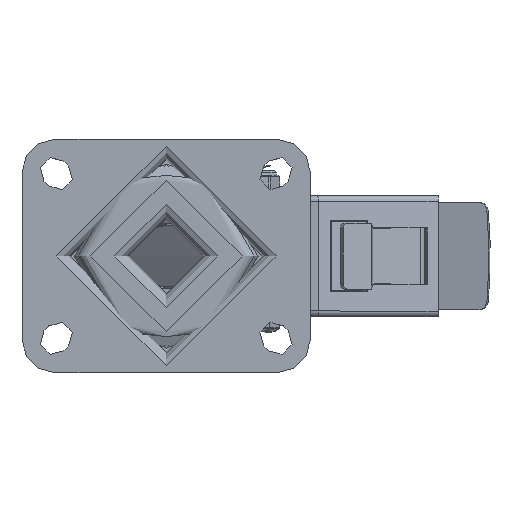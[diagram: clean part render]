
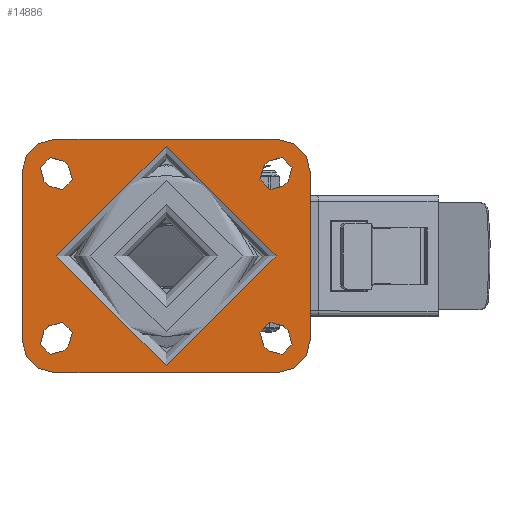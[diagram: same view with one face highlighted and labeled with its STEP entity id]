
A CAD part, top view. The second image highlights one B-rep face of the part: STEP entity #14886.
In plain terms, the highlighted planar face has unit normal (0, 0, 1).
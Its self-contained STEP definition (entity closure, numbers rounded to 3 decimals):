
#1056=FACE_BOUND('',#5129,.T.);
#1057=FACE_BOUND('',#5130,.T.);
#1058=FACE_BOUND('',#5131,.T.);
#1059=FACE_BOUND('',#5132,.T.);
#1060=FACE_BOUND('',#5133,.T.);
#1209=PLANE('',#16102);
#1722=LINE('',#21604,#2898);
#1723=LINE('',#21605,#2899);
#1724=LINE('',#21606,#2900);
#1725=LINE('',#21607,#2901);
#1726=LINE('',#21608,#2902);
#1727=LINE('',#21609,#2903);
#1728=LINE('',#21610,#2904);
#1729=LINE('',#21611,#2905);
#1730=LINE('',#21612,#2906);
#1731=LINE('',#21613,#2907);
#1732=LINE('',#21614,#2908);
#1733=LINE('',#21615,#2909);
#2898=VECTOR('',#17673,1000.);
#2899=VECTOR('',#17674,1000.);
#2900=VECTOR('',#17675,1000.);
#2901=VECTOR('',#17676,1000.);
#2902=VECTOR('',#17677,1000.);
#2903=VECTOR('',#17678,1000.);
#2904=VECTOR('',#17679,1000.);
#2905=VECTOR('',#17680,1000.);
#2906=VECTOR('',#17681,1000.);
#2907=VECTOR('',#17682,1000.);
#2908=VECTOR('',#17683,1000.);
#2909=VECTOR('',#17684,1000.);
#4233=FACE_OUTER_BOUND('',#5128,.T.);
#5128=EDGE_LOOP('',(#10584,#10585,#10586,#10587,#10588,#10589,#10590,#10591));
#5129=EDGE_LOOP('',(#10592,#10593,#10594,#10595));
#5130=EDGE_LOOP('',(#10596,#10597,#10598,#10599));
#5131=EDGE_LOOP('',(#10600,#10601,#10602,#10603));
#5132=EDGE_LOOP('',(#10604,#10605,#10606,#10607));
#5133=EDGE_LOOP('',(#10608));
#6152=CIRCLE('',#15981,5.125);
#6153=CIRCLE('',#15983,5.125);
#6156=CIRCLE('',#15987,5.125);
#6157=CIRCLE('',#15989,5.125);
#6159=CIRCLE('',#15992,5.125);
#6162=CIRCLE('',#15996,5.125);
#6163=CIRCLE('',#15998,5.125);
#6166=CIRCLE('',#16002,5.125);
#6167=CIRCLE('',#16004,12.);
#6169=CIRCLE('',#16007,12.);
#6171=CIRCLE('',#16010,12.);
#6173=CIRCLE('',#16013,12.);
#6194=CIRCLE('',#16044,40.);
#6697=VERTEX_POINT('',#21244);
#6698=VERTEX_POINT('',#21246);
#6699=VERTEX_POINT('',#21250);
#6700=VERTEX_POINT('',#21251);
#6705=VERTEX_POINT('',#21262);
#6706=VERTEX_POINT('',#21264);
#6707=VERTEX_POINT('',#21268);
#6708=VERTEX_POINT('',#21269);
#6711=VERTEX_POINT('',#21277);
#6712=VERTEX_POINT('',#21278);
#6717=VERTEX_POINT('',#21289);
#6718=VERTEX_POINT('',#21291);
#6719=VERTEX_POINT('',#21295);
#6720=VERTEX_POINT('',#21296);
#6725=VERTEX_POINT('',#21307);
#6726=VERTEX_POINT('',#21309);
#6727=VERTEX_POINT('',#21313);
#6728=VERTEX_POINT('',#21314);
#6731=VERTEX_POINT('',#21322);
#6732=VERTEX_POINT('',#21323);
#6735=VERTEX_POINT('',#21331);
#6736=VERTEX_POINT('',#21332);
#6739=VERTEX_POINT('',#21340);
#6740=VERTEX_POINT('',#21341);
#6757=VERTEX_POINT('',#21395);
#8161=EDGE_CURVE('',#6698,#6697,#6152,.T.);
#8163=EDGE_CURVE('',#6699,#6700,#6153,.T.);
#8169=EDGE_CURVE('',#6706,#6705,#6156,.T.);
#8171=EDGE_CURVE('',#6707,#6708,#6157,.T.);
#8175=EDGE_CURVE('',#6711,#6712,#6159,.T.);
#8181=EDGE_CURVE('',#6718,#6717,#6162,.T.);
#8183=EDGE_CURVE('',#6719,#6720,#6163,.T.);
#8189=EDGE_CURVE('',#6726,#6725,#6166,.T.);
#8191=EDGE_CURVE('',#6727,#6728,#6167,.T.);
#8195=EDGE_CURVE('',#6731,#6732,#6169,.T.);
#8199=EDGE_CURVE('',#6735,#6736,#6171,.T.);
#8203=EDGE_CURVE('',#6739,#6740,#6173,.T.);
#8230=EDGE_CURVE('',#6757,#6757,#6194,.T.);
#8334=EDGE_CURVE('',#6736,#6739,#1722,.T.);
#8335=EDGE_CURVE('',#6732,#6735,#1723,.T.);
#8336=EDGE_CURVE('',#6728,#6731,#1724,.T.);
#8337=EDGE_CURVE('',#6740,#6727,#1725,.T.);
#8338=EDGE_CURVE('',#6697,#6699,#1726,.T.);
#8339=EDGE_CURVE('',#6700,#6698,#1727,.T.);
#8340=EDGE_CURVE('',#6705,#6707,#1728,.T.);
#8341=EDGE_CURVE('',#6708,#6706,#1729,.T.);
#8342=EDGE_CURVE('',#6712,#6718,#1730,.T.);
#8343=EDGE_CURVE('',#6717,#6711,#1731,.T.);
#8344=EDGE_CURVE('',#6720,#6726,#1732,.T.);
#8345=EDGE_CURVE('',#6725,#6719,#1733,.T.);
#10584=ORIENTED_EDGE('',*,*,#8203,.F.);
#10585=ORIENTED_EDGE('',*,*,#8334,.F.);
#10586=ORIENTED_EDGE('',*,*,#8199,.F.);
#10587=ORIENTED_EDGE('',*,*,#8335,.F.);
#10588=ORIENTED_EDGE('',*,*,#8195,.F.);
#10589=ORIENTED_EDGE('',*,*,#8336,.F.);
#10590=ORIENTED_EDGE('',*,*,#8191,.F.);
#10591=ORIENTED_EDGE('',*,*,#8337,.F.);
#10592=ORIENTED_EDGE('',*,*,#8338,.T.);
#10593=ORIENTED_EDGE('',*,*,#8163,.T.);
#10594=ORIENTED_EDGE('',*,*,#8339,.T.);
#10595=ORIENTED_EDGE('',*,*,#8161,.T.);
#10596=ORIENTED_EDGE('',*,*,#8340,.T.);
#10597=ORIENTED_EDGE('',*,*,#8171,.T.);
#10598=ORIENTED_EDGE('',*,*,#8341,.T.);
#10599=ORIENTED_EDGE('',*,*,#8169,.T.);
#10600=ORIENTED_EDGE('',*,*,#8342,.T.);
#10601=ORIENTED_EDGE('',*,*,#8181,.T.);
#10602=ORIENTED_EDGE('',*,*,#8343,.T.);
#10603=ORIENTED_EDGE('',*,*,#8175,.T.);
#10604=ORIENTED_EDGE('',*,*,#8344,.T.);
#10605=ORIENTED_EDGE('',*,*,#8189,.T.);
#10606=ORIENTED_EDGE('',*,*,#8345,.T.);
#10607=ORIENTED_EDGE('',*,*,#8183,.T.);
#10608=ORIENTED_EDGE('',*,*,#8230,.F.);
#14886=ADVANCED_FACE('',(#4233,#1056,#1057,#1058,#1059,#1060),#1209,.T.);
#15981=AXIS2_PLACEMENT_3D('',#21247,#17353,#17354);
#15983=AXIS2_PLACEMENT_3D('',#21252,#17358,#17359);
#15987=AXIS2_PLACEMENT_3D('',#21265,#17369,#17370);
#15989=AXIS2_PLACEMENT_3D('',#21270,#17374,#17375);
#15992=AXIS2_PLACEMENT_3D('',#21279,#17382,#17383);
#15996=AXIS2_PLACEMENT_3D('',#21292,#17393,#17394);
#15998=AXIS2_PLACEMENT_3D('',#21297,#17398,#17399);
#16002=AXIS2_PLACEMENT_3D('',#21310,#17409,#17410);
#16004=AXIS2_PLACEMENT_3D('',#21315,#17414,#17415);
#16007=AXIS2_PLACEMENT_3D('',#21324,#17422,#17423);
#16010=AXIS2_PLACEMENT_3D('',#21333,#17430,#17431);
#16013=AXIS2_PLACEMENT_3D('',#21342,#17438,#17439);
#16044=AXIS2_PLACEMENT_3D('',#21396,#17506,#17507);
#16102=AXIS2_PLACEMENT_3D('',#21603,#17671,#17672);
#17353=DIRECTION('center_axis',(0.,0.,-1.));
#17354=DIRECTION('ref_axis',(-1.,0.,0.));
#17358=DIRECTION('center_axis',(0.,0.,-1.));
#17359=DIRECTION('ref_axis',(-1.,0.,0.));
#17369=DIRECTION('center_axis',(0.,0.,-1.));
#17370=DIRECTION('ref_axis',(-1.,0.,0.));
#17374=DIRECTION('center_axis',(0.,0.,-1.));
#17375=DIRECTION('ref_axis',(-1.,0.,0.));
#17382=DIRECTION('center_axis',(0.,0.,-1.));
#17383=DIRECTION('ref_axis',(1.,0.,0.));
#17393=DIRECTION('center_axis',(0.,0.,-1.));
#17394=DIRECTION('ref_axis',(1.,0.,0.));
#17398=DIRECTION('center_axis',(0.,0.,-1.));
#17399=DIRECTION('ref_axis',(1.,0.,0.));
#17409=DIRECTION('center_axis',(0.,0.,-1.));
#17410=DIRECTION('ref_axis',(1.,0.,0.));
#17414=DIRECTION('center_axis',(0.,0.,-1.));
#17415=DIRECTION('ref_axis',(-0.707,0.707,0.));
#17422=DIRECTION('center_axis',(0.,0.,-1.));
#17423=DIRECTION('ref_axis',(0.707,0.707,0.));
#17430=DIRECTION('center_axis',(0.,0.,-1.));
#17431=DIRECTION('ref_axis',(0.707,-0.707,0.));
#17438=DIRECTION('center_axis',(0.,0.,-1.));
#17439=DIRECTION('ref_axis',(-0.707,-0.707,0.));
#17506=DIRECTION('center_axis',(0.,0.,1.));
#17507=DIRECTION('ref_axis',(1.,0.,0.));
#17671=DIRECTION('center_axis',(0.,0.,1.));
#17672=DIRECTION('ref_axis',(1.,0.,0.));
#17673=DIRECTION('',(-1.,0.,0.));
#17674=DIRECTION('',(0.,-1.,0.));
#17675=DIRECTION('',(1.,0.,0.));
#17676=DIRECTION('',(0.,1.,0.));
#17677=DIRECTION('',(-0.707,0.707,0.));
#17678=DIRECTION('',(0.707,-0.707,0.));
#17679=DIRECTION('',(-0.707,-0.707,0.));
#17680=DIRECTION('',(0.707,0.707,0.));
#17681=DIRECTION('',(-0.707,-0.707,0.));
#17682=DIRECTION('',(0.707,0.707,0.));
#17683=DIRECTION('',(-0.707,0.707,0.));
#17684=DIRECTION('',(0.707,-0.707,0.));
#21244=CARTESIAN_POINT('',(37.26,-34.508,0.));
#21246=CARTESIAN_POINT('',(44.508,-27.26,0.));
#21247=CARTESIAN_POINT('Origin',(40.884,-30.884,0.));
#21250=CARTESIAN_POINT('',(35.492,-32.74,0.));
#21251=CARTESIAN_POINT('',(42.74,-25.492,0.));
#21252=CARTESIAN_POINT('Origin',(39.116,-29.116,0.));
#21262=CARTESIAN_POINT('',(44.508,27.26,0.));
#21264=CARTESIAN_POINT('',(37.26,34.508,0.));
#21265=CARTESIAN_POINT('Origin',(40.884,30.884,0.));
#21268=CARTESIAN_POINT('',(42.74,25.492,0.));
#21269=CARTESIAN_POINT('',(35.492,32.74,0.));
#21270=CARTESIAN_POINT('Origin',(39.116,29.116,0.));
#21277=CARTESIAN_POINT('',(-42.74,-25.492,0.));
#21278=CARTESIAN_POINT('',(-35.492,-32.74,0.));
#21279=CARTESIAN_POINT('Origin',(-39.116,-29.116,0.));
#21289=CARTESIAN_POINT('',(-44.508,-27.26,0.));
#21291=CARTESIAN_POINT('',(-37.26,-34.508,0.));
#21292=CARTESIAN_POINT('Origin',(-40.884,-30.884,0.));
#21295=CARTESIAN_POINT('',(-35.492,32.74,0.));
#21296=CARTESIAN_POINT('',(-42.74,25.492,0.));
#21297=CARTESIAN_POINT('Origin',(-39.116,29.116,0.));
#21307=CARTESIAN_POINT('',(-37.26,34.508,0.));
#21309=CARTESIAN_POINT('',(-44.508,27.26,0.));
#21310=CARTESIAN_POINT('Origin',(-40.884,30.884,0.));
#21313=CARTESIAN_POINT('',(-52.5,30.5,0.));
#21314=CARTESIAN_POINT('',(-40.5,42.5,0.));
#21315=CARTESIAN_POINT('Origin',(-40.5,30.5,0.));
#21322=CARTESIAN_POINT('',(40.5,42.5,0.));
#21323=CARTESIAN_POINT('',(52.5,30.5,0.));
#21324=CARTESIAN_POINT('Origin',(40.5,30.5,0.));
#21331=CARTESIAN_POINT('',(52.5,-30.5,0.));
#21332=CARTESIAN_POINT('',(40.5,-42.5,0.));
#21333=CARTESIAN_POINT('Origin',(40.5,-30.5,0.));
#21340=CARTESIAN_POINT('',(-40.5,-42.5,0.));
#21341=CARTESIAN_POINT('',(-52.5,-30.5,0.));
#21342=CARTESIAN_POINT('Origin',(-40.5,-30.5,0.));
#21395=CARTESIAN_POINT('',(40.,0.,0.));
#21396=CARTESIAN_POINT('Origin',(0.,0.,0.));
#21603=CARTESIAN_POINT('Origin',(0.,0.,0.));
#21604=CARTESIAN_POINT('',(52.5,-42.5,0.));
#21605=CARTESIAN_POINT('',(52.5,42.5,0.));
#21606=CARTESIAN_POINT('',(-52.5,42.5,0.));
#21607=CARTESIAN_POINT('',(-52.5,-42.5,0.));
#21608=CARTESIAN_POINT('',(37.26,-34.508,0.));
#21609=CARTESIAN_POINT('',(44.508,-27.26,0.));
#21610=CARTESIAN_POINT('',(44.508,27.26,0.));
#21611=CARTESIAN_POINT('',(37.26,34.508,0.));
#21612=CARTESIAN_POINT('',(-37.26,-34.508,0.));
#21613=CARTESIAN_POINT('',(-44.508,-27.26,0.));
#21614=CARTESIAN_POINT('',(-44.508,27.26,0.));
#21615=CARTESIAN_POINT('',(-37.26,34.508,0.));
